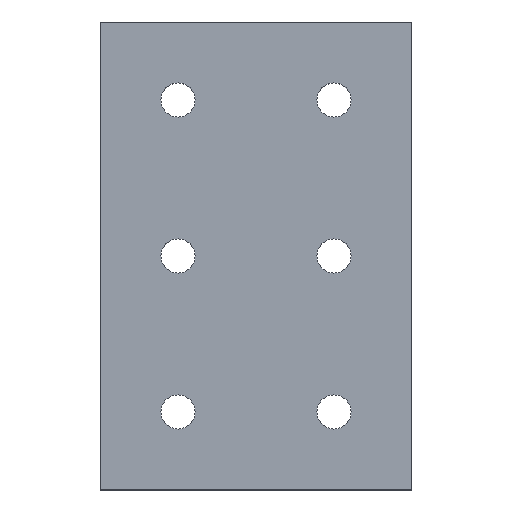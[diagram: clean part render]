
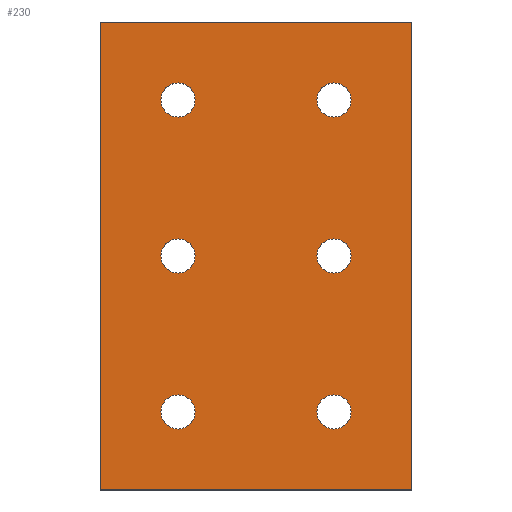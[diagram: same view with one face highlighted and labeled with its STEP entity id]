
A CAD part, top view. The second image highlights one B-rep face of the part: STEP entity #230.
In plain terms, the highlighted planar face has unit normal (0, 0, 1).
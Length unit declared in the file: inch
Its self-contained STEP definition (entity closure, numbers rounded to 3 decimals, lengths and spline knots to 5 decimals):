
#20=CIRCLE('',#249,0.164);
#22=CIRCLE('',#252,0.164);
#24=CIRCLE('',#255,0.164);
#26=CIRCLE('',#258,0.164);
#28=CIRCLE('',#261,0.164);
#30=CIRCLE('',#264,0.164);
#66=ORIENTED_EDGE('',*,*,#106,.F.);
#67=ORIENTED_EDGE('',*,*,#104,.F.);
#68=ORIENTED_EDGE('',*,*,#102,.F.);
#69=ORIENTED_EDGE('',*,*,#100,.F.);
#70=ORIENTED_EDGE('',*,*,#98,.F.);
#71=ORIENTED_EDGE('',*,*,#96,.F.);
#72=ORIENTED_EDGE('',*,*,#88,.T.);
#73=ORIENTED_EDGE('',*,*,#92,.T.);
#74=ORIENTED_EDGE('',*,*,#95,.T.);
#75=ORIENTED_EDGE('',*,*,#109,.T.);
#88=EDGE_CURVE('',#113,#112,#132,.T.);
#92=EDGE_CURVE('',#112,#115,#136,.T.);
#95=EDGE_CURVE('',#115,#117,#139,.T.);
#96=EDGE_CURVE('',#118,#118,#20,.T.);
#98=EDGE_CURVE('',#120,#120,#22,.T.);
#100=EDGE_CURVE('',#122,#122,#24,.T.);
#102=EDGE_CURVE('',#124,#124,#26,.T.);
#104=EDGE_CURVE('',#126,#126,#28,.T.);
#106=EDGE_CURVE('',#128,#128,#30,.T.);
#109=EDGE_CURVE('',#117,#113,#141,.T.);
#112=VERTEX_POINT('',#337);
#113=VERTEX_POINT('',#339);
#115=VERTEX_POINT('',#345);
#117=VERTEX_POINT('',#351);
#118=VERTEX_POINT('',#355);
#120=VERTEX_POINT('',#360);
#122=VERTEX_POINT('',#365);
#124=VERTEX_POINT('',#370);
#126=VERTEX_POINT('',#375);
#128=VERTEX_POINT('',#380);
#132=LINE('',#338,#144);
#136=LINE('',#346,#148);
#139=LINE('',#352,#151);
#141=LINE('',#385,#153);
#144=VECTOR('',#275,39.37008);
#148=VECTOR('',#281,39.37008);
#151=VECTOR('',#286,39.37008);
#153=VECTOR('',#326,39.37008);
#170=EDGE_LOOP('',(#66));
#171=EDGE_LOOP('',(#67));
#172=EDGE_LOOP('',(#68));
#173=EDGE_LOOP('',(#69));
#174=EDGE_LOOP('',(#70));
#175=EDGE_LOOP('',(#71));
#176=EDGE_LOOP('',(#72,#73,#74,#75));
#200=FACE_BOUND('',#170,.T.);
#201=FACE_BOUND('',#171,.T.);
#202=FACE_BOUND('',#172,.T.);
#203=FACE_BOUND('',#173,.T.);
#204=FACE_BOUND('',#174,.T.);
#205=FACE_BOUND('',#175,.T.);
#206=FACE_BOUND('',#176,.T.);
#218=PLANE('',#267);
#230=ADVANCED_FACE('',(#200,#201,#202,#203,#204,#205,#206),#218,.T.);
#249=AXIS2_PLACEMENT_3D('',#354,#289,#290);
#252=AXIS2_PLACEMENT_3D('',#359,#295,#296);
#255=AXIS2_PLACEMENT_3D('',#364,#301,#302);
#258=AXIS2_PLACEMENT_3D('',#369,#307,#308);
#261=AXIS2_PLACEMENT_3D('',#374,#313,#314);
#264=AXIS2_PLACEMENT_3D('',#379,#319,#320);
#267=AXIS2_PLACEMENT_3D('',#386,#327,#328);
#275=DIRECTION('',(-1.,0.,0.));
#281=DIRECTION('',(0.,-1.,0.));
#286=DIRECTION('',(1.,0.,0.));
#289=DIRECTION('',(0.,0.,1.));
#290=DIRECTION('',(1.,0.,0.));
#295=DIRECTION('',(0.,0.,1.));
#296=DIRECTION('',(1.,0.,0.));
#301=DIRECTION('',(0.,0.,1.));
#302=DIRECTION('',(1.,0.,0.));
#307=DIRECTION('',(0.,0.,1.));
#308=DIRECTION('',(1.,0.,0.));
#313=DIRECTION('',(0.,0.,1.));
#314=DIRECTION('',(1.,0.,0.));
#319=DIRECTION('',(0.,0.,1.));
#320=DIRECTION('',(1.,0.,0.));
#326=DIRECTION('',(0.,1.,0.));
#327=DIRECTION('',(0.,0.,1.));
#328=DIRECTION('',(1.,0.,0.));
#337=CARTESIAN_POINT('',(-1.5,4.5,0.25));
#338=CARTESIAN_POINT('',(1.5,4.5,0.25));
#339=CARTESIAN_POINT('',(1.5,4.5,0.25));
#345=CARTESIAN_POINT('',(-1.5,0.,0.25));
#346=CARTESIAN_POINT('',(-1.5,4.5,0.25));
#351=CARTESIAN_POINT('',(1.5,0.,0.25));
#352=CARTESIAN_POINT('',(-1.5,0.,0.25));
#354=CARTESIAN_POINT('',(0.75,0.75,0.25));
#355=CARTESIAN_POINT('',(0.914,0.75,0.25));
#359=CARTESIAN_POINT('',(0.75,2.25,0.25));
#360=CARTESIAN_POINT('',(0.914,2.25,0.25));
#364=CARTESIAN_POINT('',(0.75,3.75,0.25));
#365=CARTESIAN_POINT('',(0.914,3.75,0.25));
#369=CARTESIAN_POINT('',(-0.75,0.75,0.25));
#370=CARTESIAN_POINT('',(-0.586,0.75,0.25));
#374=CARTESIAN_POINT('',(-0.75,2.25,0.25));
#375=CARTESIAN_POINT('',(-0.586,2.25,0.25));
#379=CARTESIAN_POINT('',(-0.75,3.75,0.25));
#380=CARTESIAN_POINT('',(-0.586,3.75,0.25));
#385=CARTESIAN_POINT('',(1.5,0.,0.25));
#386=CARTESIAN_POINT('',(0.,0.,0.25));
